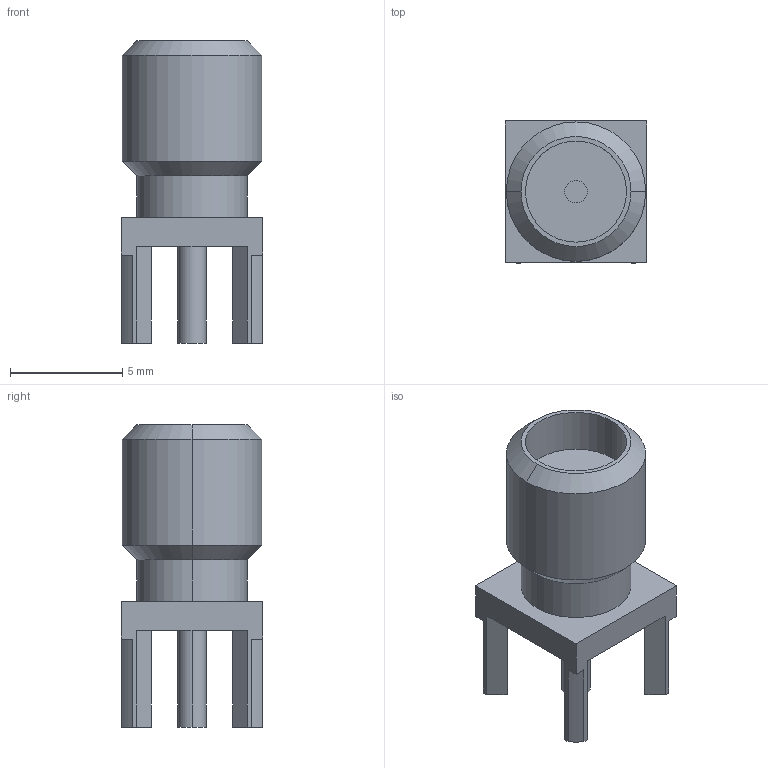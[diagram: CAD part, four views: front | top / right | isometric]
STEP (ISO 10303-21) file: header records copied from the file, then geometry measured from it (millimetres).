
FILE_DESCRIPTION (( 'STEP AP214' ), '1' );
FILE_NAME ('SMDEFAU0227030454127.step', '2006-02-27T05:30:53', ( 'SysAdmin' ), ( 'SolidWorks' ), 'SwSTEP 2.0', 'SolidWorks 2006032', '' );
FILE_SCHEMA (( 'AUTOMOTIVE_DESIGN' ));
Length unit declared in the file: millimetre
Products named in the file (1): SMDEFAU0227030454127
Bounding box: 6.31 x 6.31 x 13.45 mm (x, y, z)
Volume: 250.4 mm3; surface area: 380.9 mm2
Topology: 1 solids, 1 shells, 48 faces, 120 edges, 78 vertices
Faces by surface type: plane 26, cylinder 18, cone 4
Entity records: 1457 total; most frequent: DIRECTION 256, CARTESIAN_POINT 247, ORIENTED_EDGE 240, EDGE_CURVE 120, AXIS2_PLACEMENT_3D 87, LINE 82, VECTOR 82, VERTEX_POINT 78
